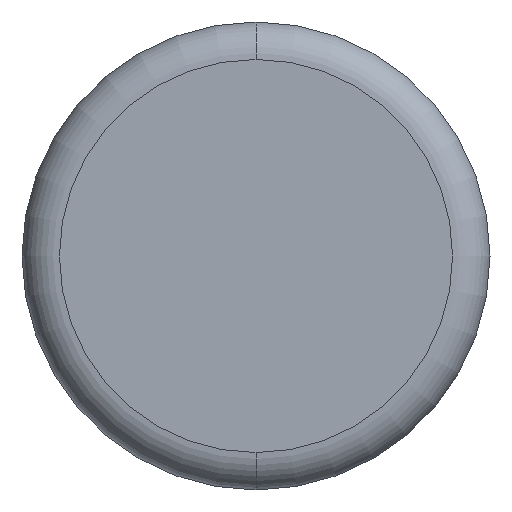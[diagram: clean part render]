
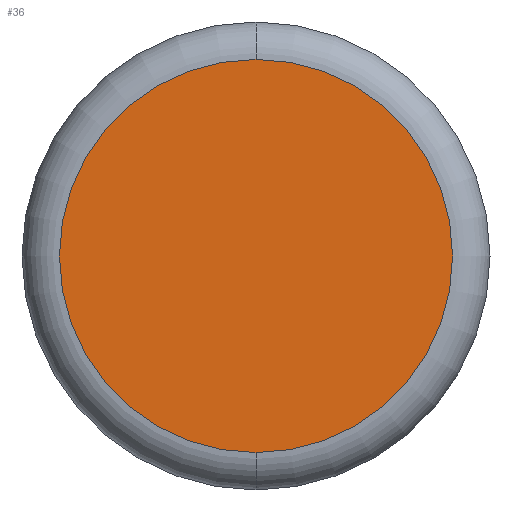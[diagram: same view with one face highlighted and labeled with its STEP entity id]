
A CAD part, front view. The second image highlights one B-rep face of the part: STEP entity #36.
In plain terms, the highlighted planar face has unit normal (0, -1, 0).
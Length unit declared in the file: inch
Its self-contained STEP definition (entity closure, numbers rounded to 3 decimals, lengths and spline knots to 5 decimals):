
#31 = DIRECTION ( 'NONE',  ( 0., -1., 0. ) ) ;
#36 = ADVANCED_FACE ( 'NONE', ( #424 ), #169, .T. ) ;
#39 = ORIENTED_EDGE ( 'NONE', *, *, #327, .T. ) ;
#72 = CIRCLE ( 'NONE', #242, 0.315 ) ;
#103 = CARTESIAN_POINT ( 'NONE',  ( 0., 0., 0. ) ) ;
#112 = CARTESIAN_POINT ( 'NONE',  ( 0., 0., 0. ) ) ;
#149 = CARTESIAN_POINT ( 'NONE',  ( 0., 0., -0.315 ) ) ;
#156 = ORIENTED_EDGE ( 'NONE', *, *, #236, .T. ) ;
#166 = CARTESIAN_POINT ( 'NONE',  ( 0., 0., 0. ) ) ;
#169 = PLANE ( 'NONE',  #540 ) ;
#183 = DIRECTION ( 'NONE',  ( 0., -1., 0. ) ) ;
#187 = CARTESIAN_POINT ( 'NONE',  ( 0., 0., 0.315 ) ) ;
#236 = EDGE_CURVE ( 'NONE', #459, #244, #541, .T. ) ;
#242 = AXIS2_PLACEMENT_3D ( 'NONE', #112, #183, #278 ) ;
#244 = VERTEX_POINT ( 'NONE', #187 ) ;
#250 = AXIS2_PLACEMENT_3D ( 'NONE', #166, #31, #449 ) ;
#265 = DIRECTION ( 'NONE',  ( 0., 0., -1. ) ) ;
#278 = DIRECTION ( 'NONE',  ( 0., 0., -1. ) ) ;
#327 = EDGE_CURVE ( 'NONE', #244, #459, #72, .T. ) ;
#362 = DIRECTION ( 'NONE',  ( 0., -1., 0. ) ) ;
#424 = FACE_OUTER_BOUND ( 'NONE', #497, .T. ) ;
#449 = DIRECTION ( 'NONE',  ( 0., 0., -1. ) ) ;
#459 = VERTEX_POINT ( 'NONE', #149 ) ;
#497 = EDGE_LOOP ( 'NONE', ( #156, #39 ) ) ;
#540 = AXIS2_PLACEMENT_3D ( 'NONE', #103, #362, #265 ) ;
#541 = CIRCLE ( 'NONE', #250, 0.315 ) ;
